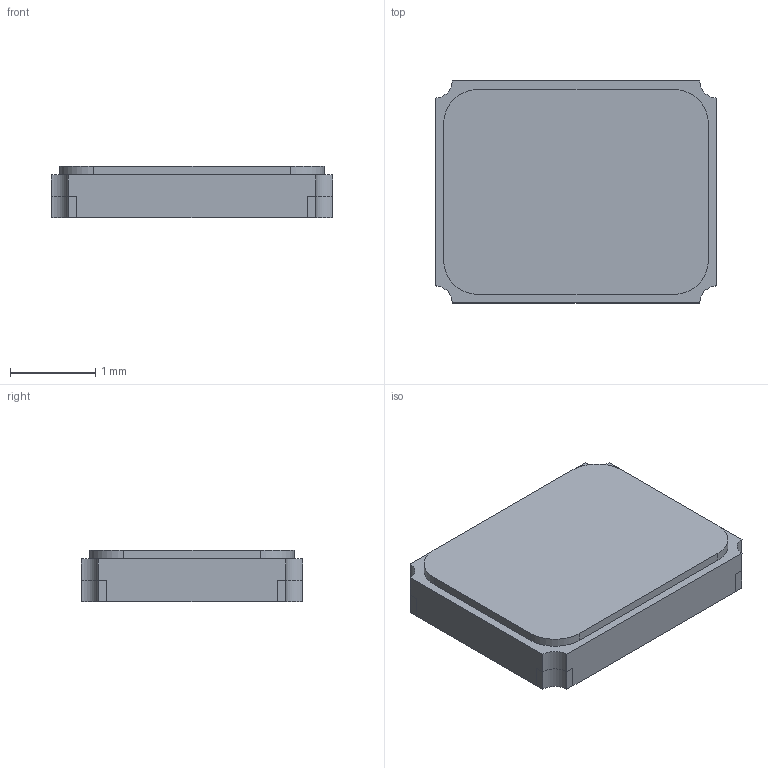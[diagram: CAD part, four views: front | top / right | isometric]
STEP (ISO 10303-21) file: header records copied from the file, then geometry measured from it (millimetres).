
FILE_DESCRIPTION(/* description */ (''),/* implementation_level */ '2;1');
FILE_NAME(/* name */ 'XTAL_KYOCERA_CX3225SB.stp',/* time_stamp */ '2015-12-03T12:48:19+01:00',/* author */ ('riccim'),/* organization */ (''),/* preprocessor_version */ 'ST-DEVELOPER v15.5',/* originating_system */ 'AutoCAD Mechanical',/* authorisation */ '');
FILE_SCHEMA (('AUTOMOTIVE_DESIGN { 1 0 10303 214 3 1 1 }'));
Length unit declared in the file: millimetre
Products named in the file (1): Product
Bounding box: 3.3 x 2.6 x 0.6 mm (x, y, z)
Volume: 5 mm3; surface area: 48.9 mm2
Topology: 6 solids, 6 shells, 92 faces, 240 edges, 160 vertices
Faces by surface type: plane 80, cylinder 12
Entity records: 2829 total; most frequent: CARTESIAN_POINT 493, ORIENTED_EDGE 480, DIRECTION 450, EDGE_CURVE 240, LINE 216, VECTOR 216, VERTEX_POINT 160, AXIS2_PLACEMENT_3D 117
